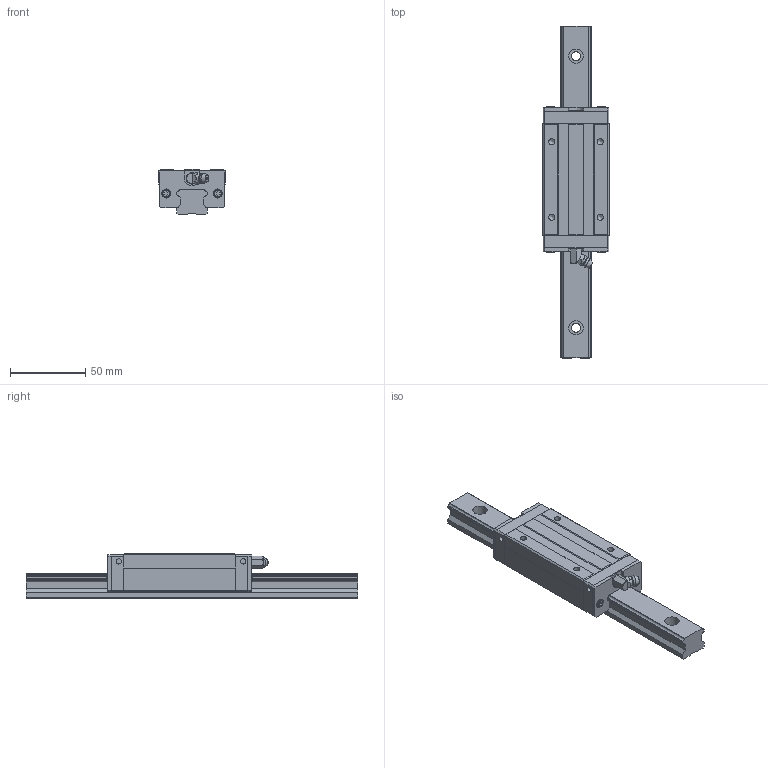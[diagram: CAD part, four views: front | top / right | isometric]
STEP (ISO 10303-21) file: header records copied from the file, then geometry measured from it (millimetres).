
FILE_DESCRIPTION (( 'STEP AP203' ), '1' );
FILE_NAME ('SBI 20 SLL.STEP', '2015-01-08T23:27:29', ( 'john' ), ( '' ), 'SwSTEP 2.0', 'SolidWorks 2013', '' );
FILE_SCHEMA (( 'CONFIG_CONTROL_DESIGN' ));
Length unit declared in the file: millimetre
Products named in the file (6): SBI 20 SLL; DEFAULT_1; DEFAULT_4; DEFAULT_2; A2N; DEFAULT_3
Assembly tree (7 placements, depth 2):
  SBI 20 SLL
    DEFAULT_1
    DEFAULT_2
    DEFAULT_3  x2
    DEFAULT_4  x2
    A2N
Bounding box: 44 x 220 x 30 mm (x, y, z)
Volume: 144861.8 mm3; surface area: 44462.7 mm2
Topology: 7 solids, 7 shells, 416 faces, 1084 edges, 714 vertices
Faces by surface type: plane 297, cylinder 77, bspline 24, cone 14, torus 4
Full cylindrical faces by diameter (mm): 2.5 x4, 3.5 x12, 4.134 x4, 5.5 x4, 5.7 x2, 6 x9, 6.5 x2, 9.5 x4
Entity records: 11574 total; most frequent: CARTESIAN_POINT 3510, ORIENTED_EDGE 1538, DIRECTION 1390, EDGE_CURVE 769, VECTOR 566, LINE 566, VERTEX_POINT 530, AXIS2_PLACEMENT_3D 412
